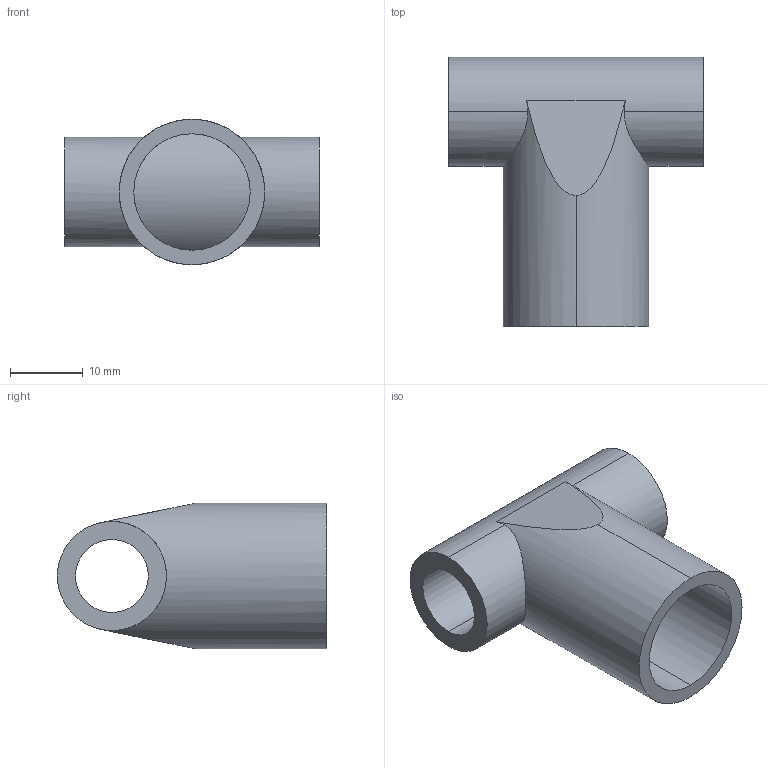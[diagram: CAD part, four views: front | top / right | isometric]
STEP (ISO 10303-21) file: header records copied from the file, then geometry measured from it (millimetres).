
FILE_DESCRIPTION (( 'STEP AP203' ), '1' );
FILE_NAME ('LegRailConnector_Default_sldprt.STEP', '2021-02-13T10:56:09', ( '' ), ( '' ), 'SwSTEP 2.0', 'SolidWorks 2019', '' );
FILE_SCHEMA (( 'CONFIG_CONTROL_DESIGN' ));
Length unit declared in the file: millimetre
Products named in the file (1): LegRailConnector_Default_sldprt
Bounding box: 35 x 37 x 20 mm (x, y, z)
Volume: 6894.5 mm3; surface area: 5581.5 mm2
Topology: 1 solids, 1 shells, 15 faces, 36 edges, 24 vertices
Faces by surface type: cylinder 10, plane 5
Entity records: 717 total; most frequent: CARTESIAN_POINT 298, ORIENTED_EDGE 72, DIRECTION 68, EDGE_CURVE 36, AXIS2_PLACEMENT_3D 28, VERTEX_POINT 24, EDGE_LOOP 18, FACE_OUTER_BOUND 15
